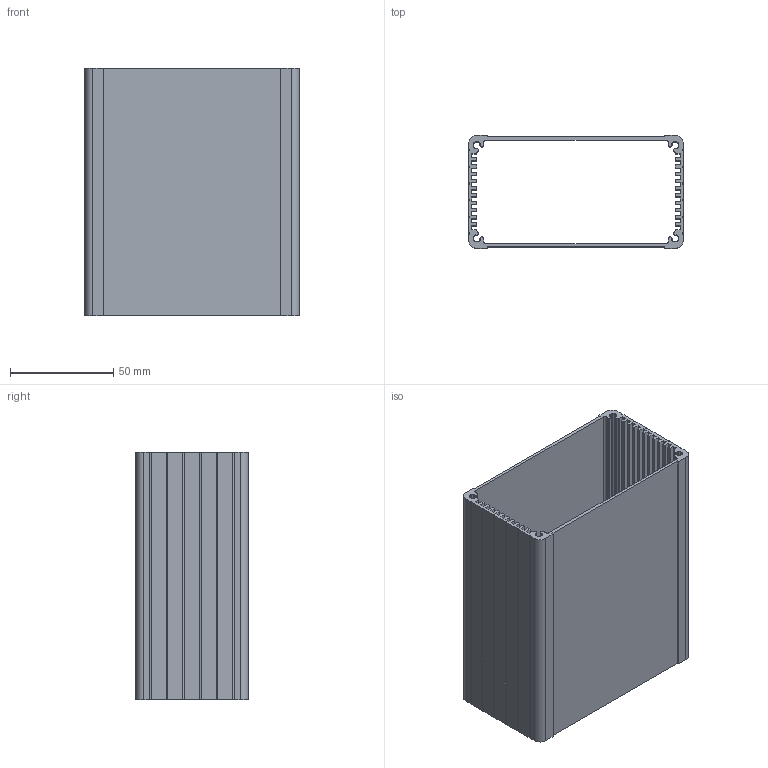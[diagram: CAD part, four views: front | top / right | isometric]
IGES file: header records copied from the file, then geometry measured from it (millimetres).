
Global section: file name: No Iges File Name specified; native system: AutoDesk Inventor R12.0; preprocessor: AutoDesk Inventor Iges Exporter R12.0; author: No Author specified; organization: No Organization specified; date: 20071001.161717; units: millimetre
Bounding box: 104 x 54.61 x 120 mm (x, y, z)
Volume: 75293.6 mm3; surface area: 90820.9 mm2
Topology: 1 solids, 1 shells, 236 faces, 702 edges, 468 vertices
Faces by surface type: plane 140, revolution 56, cylinder 40
